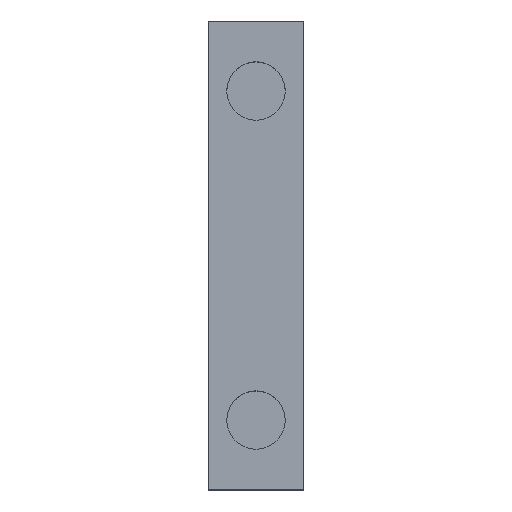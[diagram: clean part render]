
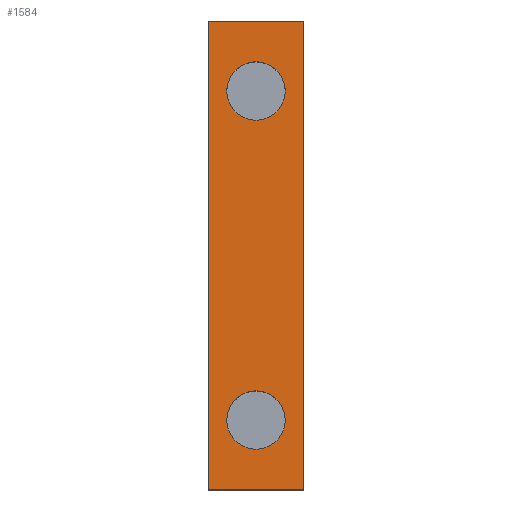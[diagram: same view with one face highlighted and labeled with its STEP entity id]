
A CAD part, top view. The second image highlights one B-rep face of the part: STEP entity #1584.
In plain terms, the highlighted planar face has unit normal (0, 0, 1).
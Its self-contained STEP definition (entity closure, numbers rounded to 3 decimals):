
#41=CIRCLE('',#1654,2.75);
#42=CIRCLE('',#1657,2.75);
#75=FACE_BOUND('',#322,.T.);
#76=FACE_BOUND('',#323,.T.);
#214=FACE_OUTER_BOUND('',#321,.T.);
#321=EDGE_LOOP('',(#1398,#1399,#1400,#1401));
#322=EDGE_LOOP('',(#1402));
#323=EDGE_LOOP('',(#1403));
#393=LINE('',#2621,#546);
#475=LINE('',#2825,#628);
#476=LINE('',#2840,#629);
#477=LINE('',#2841,#630);
#546=VECTOR('',#1763,10.);
#628=VECTOR('',#1939,10.);
#629=VECTOR('',#1956,10.);
#630=VECTOR('',#1957,10.);
#714=VERTEX_POINT('',#2618);
#715=VERTEX_POINT('',#2620);
#777=VERTEX_POINT('',#2792);
#778=VERTEX_POINT('',#2797);
#779=VERTEX_POINT('',#2802);
#790=VERTEX_POINT('',#2823);
#897=EDGE_CURVE('',#714,#715,#393,.T.);
#982=EDGE_CURVE('',#777,#777,#41,.T.);
#984=EDGE_CURVE('',#778,#778,#42,.T.);
#997=EDGE_CURVE('',#790,#779,#475,.T.);
#1004=EDGE_CURVE('',#779,#714,#476,.T.);
#1005=EDGE_CURVE('',#790,#715,#477,.T.);
#1398=ORIENTED_EDGE('',*,*,#1004,.F.);
#1399=ORIENTED_EDGE('',*,*,#997,.F.);
#1400=ORIENTED_EDGE('',*,*,#1005,.T.);
#1401=ORIENTED_EDGE('',*,*,#897,.F.);
#1402=ORIENTED_EDGE('',*,*,#982,.T.);
#1403=ORIENTED_EDGE('',*,*,#984,.T.);
#1509=PLANE('',#1669);
#1584=ADVANCED_FACE('',(#214,#75,#76),#1509,.T.);
#1654=AXIS2_PLACEMENT_3D('',#2793,#1912,#1913);
#1657=AXIS2_PLACEMENT_3D('',#2798,#1919,#1920);
#1669=AXIS2_PLACEMENT_3D('',#2839,#1954,#1955);
#1763=DIRECTION('',(0.,1.,0.));
#1912=DIRECTION('center_axis',(0.,0.,
-1.));
#1913=DIRECTION('ref_axis',(0.,1.,0.));
#1919=DIRECTION('center_axis',(0.,0.,
-1.));
#1920=DIRECTION('ref_axis',(0.,1.,0.));
#1939=DIRECTION('',(0.,-1.,0.));
#1954=DIRECTION('center_axis',(0.,0.,
1.));
#1955=DIRECTION('ref_axis',(0.,-1.,0.));
#1956=DIRECTION('',(-1.,0.,0.));
#1957=DIRECTION('',(-1.,0.,0.));
#2618=CARTESIAN_POINT('',(178.8,236.,687.35));
#2620=CARTESIAN_POINT('',(178.8,280.,687.35));
#2621=CARTESIAN_POINT('',(178.8,280.,687.35));
#2792=CARTESIAN_POINT('',(183.3,270.75,687.35));
#2793=CARTESIAN_POINT('Origin',(183.3,273.5,687.35));
#2797=CARTESIAN_POINT('',(183.3,239.75,687.35));
#2798=CARTESIAN_POINT('Origin',(183.3,242.5,687.35));
#2802=CARTESIAN_POINT('',(187.8,236.,687.35));
#2823=CARTESIAN_POINT('',(187.8,280.,687.35));
#2825=CARTESIAN_POINT('',(187.8,280.,687.35));
#2839=CARTESIAN_POINT('Origin',(180.8,280.,687.35));
#2840=CARTESIAN_POINT('',(180.8,236.,687.35));
#2841=CARTESIAN_POINT('',(180.8,280.,687.35));
